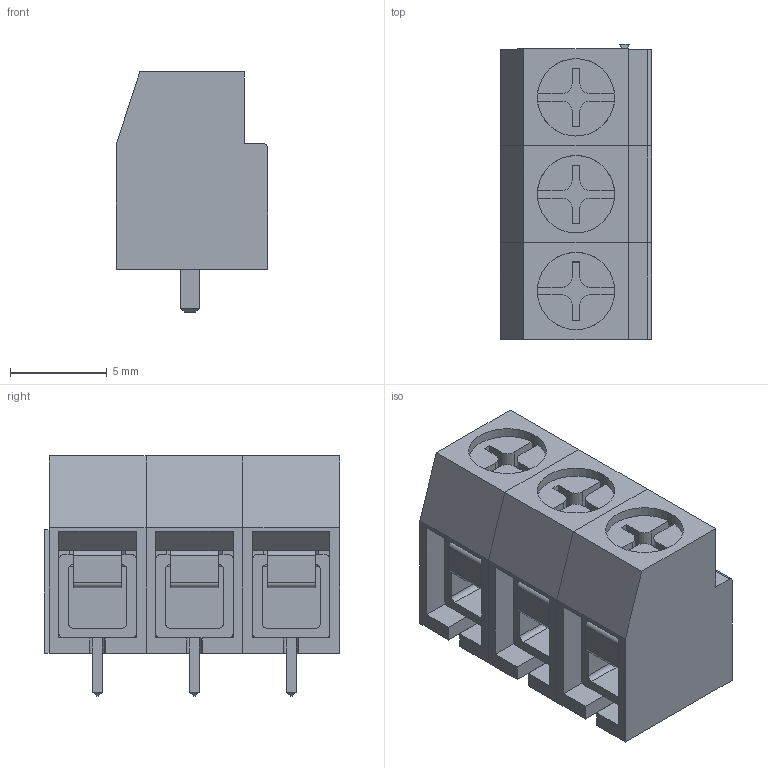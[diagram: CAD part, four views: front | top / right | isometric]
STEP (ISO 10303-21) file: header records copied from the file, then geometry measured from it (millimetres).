
FILE_DESCRIPTION (( 'STEP AP214' ), '1' );
FILE_NAME ('User Library-DG126-5.0-03P.STEP', '2020-04-15T06:38:31', ( '' ), ( '' ), 'SwSTEP 2.0', 'SolidWorks 2019', '' );
FILE_SCHEMA (( 'AUTOMOTIVE_DESIGN' ));
Length unit declared in the file: millimetre
Products named in the file (7): DG126_case___ _________; DG126___ _________; DG126_contact___ _________; Screw___ _________; User Library-DG126-5.0-03P
Assembly tree (12 placements, depth 3):
  User Library-DG126-5.0-03P
    DG126___ _________
      DG126_case___ _________
      Screw___ _________
      DG126_contact___ _________
    DG126___ _________
      DG126_case___ _________
      Screw___ _________
      DG126_contact___ _________
    DG126___ _________
      DG126_case___ _________
      Screw___ _________
      DG126_contact___ _________
Bounding box: 7.8 x 15.25 x 12.4 mm (x, y, z)
Volume: 779.4 mm3; surface area: 2042.4 mm2
Topology: 9 solids, 9 shells, 267 faces, 723 edges, 474 vertices
Faces by surface type: plane 201, cylinder 66
Entity records: 3071 total; most frequent: DIRECTION 507, CARTESIAN_POINT 506, ORIENTED_EDGE 482, EDGE_CURVE 241, VECTOR 189, LINE 189, AXIS2_PLACEMENT_3D 159, VERTEX_POINT 158
